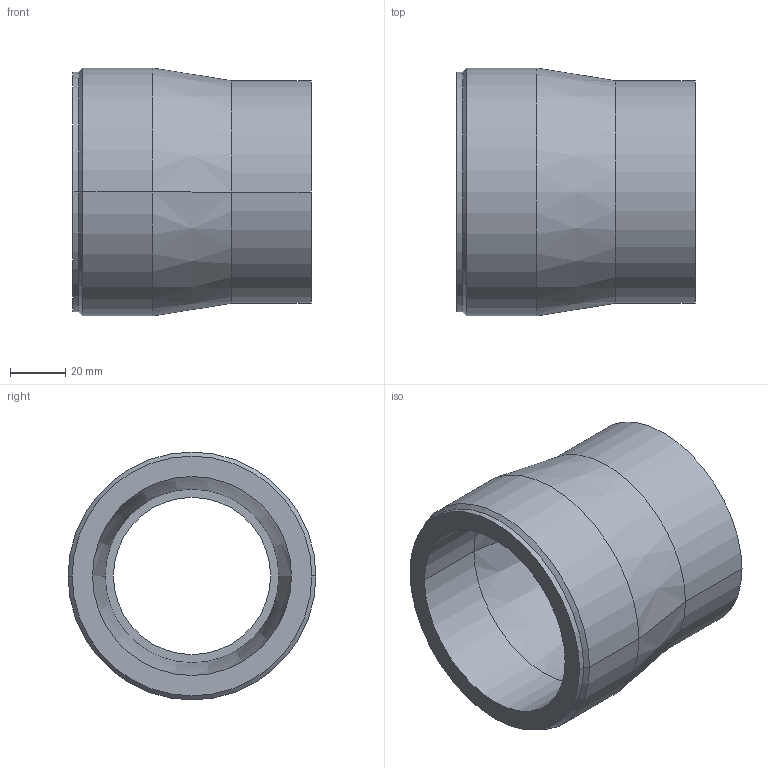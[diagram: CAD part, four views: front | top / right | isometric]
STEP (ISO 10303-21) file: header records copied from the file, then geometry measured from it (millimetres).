
FILE_DESCRIPTION( ( '' ), '1' );
FILE_NAME( 'RIE 090-063.stp', '2015-09-23T14:43:02', ( '' ), ( '' ), ' ', ' ', ' ' );
FILE_SCHEMA( ( 'automotive_design' ) );
Length unit declared in the file: millimetre
Products named in the file (1): 1
Bounding box: 86.5 x 90 x 90 mm (x, y, z)
Volume: 189397.9 mm3; surface area: 46710.8 mm2
Topology: 1 solids, 1 shells, 22 faces, 44 edges, 26 vertices
Faces by surface type: cylinder 12, cone 6, plane 4
Entity records: 1128 total; most frequent: DIRECTION 116, STYLED_ITEM 93, PRESENTATION_STYLE_ASSIGNMENT 93, CARTESIAN_POINT 93, COLOUR_RGB 93, ORIENTED_EDGE 88, AXIS2_PLACEMENT_3D 49, EDGE_CURVE 44
